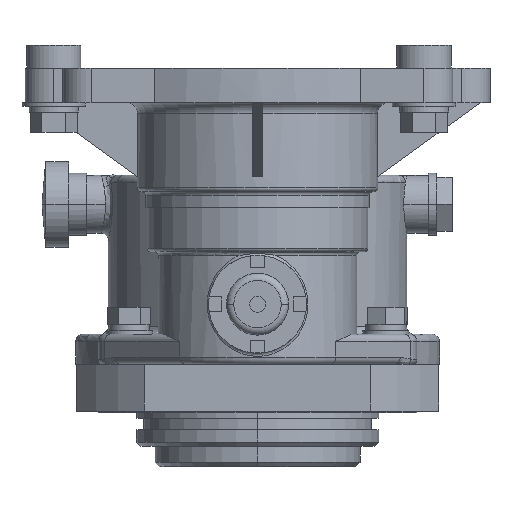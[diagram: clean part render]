
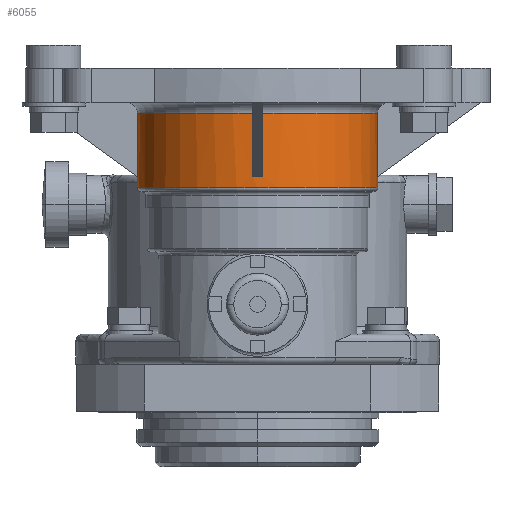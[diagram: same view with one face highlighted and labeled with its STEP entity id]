
A CAD part, left-side view. The second image highlights one B-rep face of the part: STEP entity #6055.
In plain terms, the highlighted cylindrical face has radius 42.164 mm (diameter 84.328 mm), a partial arc.
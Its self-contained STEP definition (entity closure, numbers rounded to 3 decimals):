
#118 = DIRECTION ( 'NONE',  ( 0., 0., 1. ) ) ;
#130 = ORIENTED_EDGE ( 'NONE', *, *, #20910, .F. ) ;
#307 = CARTESIAN_POINT ( 'NONE',  ( -42.126, 38.16, -1.778 ) ) ;
#629 = LINE ( 'NONE', #20271, #5178 ) ;
#701 = CARTESIAN_POINT ( 'NONE',  ( -42.177, 38.124, -0.593 ) ) ;
#744 = VECTOR ( 'NONE', #1514, 1000. ) ;
#1366 = CIRCLE ( 'NONE', #6581, 42.164 ) ;
#1514 = DIRECTION ( 'NONE',  ( 0., -1., 0. ) ) ;
#1760 = VECTOR ( 'NONE', #18737, 1000. ) ;
#2604 = VERTEX_POINT ( 'NONE', #3899 ) ;
#2638 = CARTESIAN_POINT ( 'NONE',  ( -1.778, 38.16, 42.126 ) ) ;
#2773 = EDGE_CURVE ( 'NONE', #4061, #2604, #20777, .T. ) ;
#2952 = VERTEX_POINT ( 'NONE', #2638 ) ;
#3021 = CARTESIAN_POINT ( 'NONE',  ( -1.186, 38.142, -42.151 ) ) ;
#3531 = VECTOR ( 'NONE', #10123, 1000. ) ;
#3611 = EDGE_CURVE ( 'NONE', #4061, #20706, #14549, .T. ) ;
#3848 = CARTESIAN_POINT ( 'NONE',  ( 0., 42.037, 0. ) ) ;
#3863 = CARTESIAN_POINT ( 'NONE',  ( 0., 38.133, 42.164 ) ) ;
#3899 = CARTESIAN_POINT ( 'NONE',  ( 0., 42.037, -42.164 ) ) ;
#3978 = EDGE_CURVE ( 'NONE', #13338, #7805, #629, .T. ) ;
#4045 = CARTESIAN_POINT ( 'NONE',  ( -42.177, 38.124, 0.593 ) ) ;
#4061 = VERTEX_POINT ( 'NONE', #17011 ) ;
#4092 = VERTEX_POINT ( 'NONE', #307 ) ;
#4135 = CARTESIAN_POINT ( 'NONE',  ( 0., 38.133, 42.164 ) ) ;
#4747 = CARTESIAN_POINT ( 'NONE',  ( -0.593, 38.133, -42.164 ) ) ;
#5178 = VECTOR ( 'NONE', #11610, 1000. ) ;
#5574 = DIRECTION ( 'NONE',  ( 0., 0., 1. ) ) ;
#5588 = CARTESIAN_POINT ( 'NONE',  ( -1.186, 38.142, 42.151 ) ) ;
#5776 = CARTESIAN_POINT ( 'NONE',  ( -42.126, 38.16, 1.778 ) ) ;
#6055 = ADVANCED_FACE ( 'NONE', ( #15812 ), #10697, .T. ) ;
#6147 = VERTEX_POINT ( 'NONE', #13757 ) ;
#6211 = AXIS2_PLACEMENT_3D ( 'NONE', #3848, #15834, #5574 ) ;
#6296 = DIRECTION ( 'NONE',  ( 0., 1., 0. ) ) ;
#6311 = ORIENTED_EDGE ( 'NONE', *, *, #3978, .T. ) ;
#6581 = AXIS2_PLACEMENT_3D ( 'NONE', #16573, #6296, #18333 ) ;
#6723 = EDGE_LOOP ( 'NONE', ( #18571, #7548, #7356, #130, #6311, #7392, #19105, #9849, #20418, #9196, #20902, #17808 ) ) ;
#7356 = ORIENTED_EDGE ( 'NONE', *, *, #16834, .T. ) ;
#7392 = ORIENTED_EDGE ( 'NONE', *, *, #10301, .T. ) ;
#7548 = ORIENTED_EDGE ( 'NONE', *, *, #2773, .T. ) ;
#7613 =( BOUNDED_CURVE ( )  B_SPLINE_CURVE ( 3, ( #13293, #3021, #4747, #16739 ),
 .UNSPECIFIED., .F., .F. ) 
 B_SPLINE_CURVE_WITH_KNOTS ( ( 4, 4 ),
 ( 6.241, 6.283 ),
 .UNSPECIFIED. ) 
 CURVE ( )  GEOMETRIC_REPRESENTATION_ITEM ( )  RATIONAL_B_SPLINE_CURVE ( ( 1., 1., 1., 1. ) ) 
 REPRESENTATION_ITEM ( '' )  );
#7805 = VERTEX_POINT ( 'NONE', #16596 ) ;
#8033 = VECTOR ( 'NONE', #9355, 1000. ) ;
#8379 = CARTESIAN_POINT ( 'NONE',  ( -42.126, 43.307, 1.778 ) ) ;
#8565 = LINE ( 'NONE', #19702, #8033 ) ;
#8767 = EDGE_CURVE ( 'NONE', #12311, #12625, #11861, .T. ) ;
#9196 = ORIENTED_EDGE ( 'NONE', *, *, #8767, .T. ) ;
#9355 = DIRECTION ( 'NONE',  ( 0., -1., 0. ) ) ;
#9849 = ORIENTED_EDGE ( 'NONE', *, *, #11157, .F. ) ;
#10123 = DIRECTION ( 'NONE',  ( 0., -1., 0. ) ) ;
#10176 = EDGE_CURVE ( 'NONE', #2952, #12625, #8565, .T. ) ;
#10301 = EDGE_CURVE ( 'NONE', #7805, #6147, #1366, .T. ) ;
#10357 = DIRECTION ( 'NONE',  ( 0., 1., 0. ) ) ;
#10363 = LINE ( 'NONE', #22074, #744 ) ;
#10421 =( BOUNDED_CURVE ( )  B_SPLINE_CURVE ( 3, ( #5776, #4045, #701, #12668 ),
 .UNSPECIFIED., .F., .F. ) 
 B_SPLINE_CURVE_WITH_KNOTS ( ( 4, 4 ),
 ( 6.241, 6.325 ),
 .UNSPECIFIED. ) 
 CURVE ( )  GEOMETRIC_REPRESENTATION_ITEM ( )  RATIONAL_B_SPLINE_CURVE ( ( 1., 0.999, 0.999, 1. ) ) 
 REPRESENTATION_ITEM ( '' )  );
#10488 = CARTESIAN_POINT ( 'NONE',  ( -1.778, 15.926, 42.126 ) ) ;
#10697 = CYLINDRICAL_SURFACE ( 'NONE', #12421, 42.164 ) ;
#10825 = CARTESIAN_POINT ( 'NONE',  ( 0., 43.307, 42.164 ) ) ;
#10915 = VERTEX_POINT ( 'NONE', #20520 ) ;
#11157 = EDGE_CURVE ( 'NONE', #10915, #4092, #10421, .T. ) ;
#11369 = VERTEX_POINT ( 'NONE', #14841 ) ;
#11610 = DIRECTION ( 'NONE',  ( 0., -1., 0. ) ) ;
#11861 = CIRCLE ( 'NONE', #17861, 42.164 ) ;
#12311 = VERTEX_POINT ( 'NONE', #19922 ) ;
#12421 = AXIS2_PLACEMENT_3D ( 'NONE', #21612, #13017, #19888 ) ;
#12625 = VERTEX_POINT ( 'NONE', #10488 ) ;
#12633 = LINE ( 'NONE', #8379, #3531 ) ;
#12668 = CARTESIAN_POINT ( 'NONE',  ( -42.126, 38.16, -1.778 ) ) ;
#13017 = DIRECTION ( 'NONE',  ( 0., -1., 0. ) ) ;
#13293 = CARTESIAN_POINT ( 'NONE',  ( -1.778, 38.16, -42.126 ) ) ;
#13338 = VERTEX_POINT ( 'NONE', #21156 ) ;
#13757 = CARTESIAN_POINT ( 'NONE',  ( -42.126, 15.926, -1.778 ) ) ;
#14126 = CARTESIAN_POINT ( 'NONE',  ( -0.593, 38.133, 42.164 ) ) ;
#14549 = LINE ( 'NONE', #10825, #19176 ) ;
#14841 = CARTESIAN_POINT ( 'NONE',  ( 0., 38.133, -42.164 ) ) ;
#15812 = FACE_OUTER_BOUND ( 'NONE', #6723, .T. ) ;
#15834 = DIRECTION ( 'NONE',  ( 0., -1., 0. ) ) ;
#16573 = CARTESIAN_POINT ( 'NONE',  ( 0., 15.926, 0. ) ) ;
#16596 = CARTESIAN_POINT ( 'NONE',  ( -1.778, 15.926, -42.126 ) ) ;
#16739 = CARTESIAN_POINT ( 'NONE',  ( 0., 38.133, -42.164 ) ) ;
#16834 = EDGE_CURVE ( 'NONE', #2604, #11369, #10363, .T. ) ;
#17011 = CARTESIAN_POINT ( 'NONE',  ( 0., 42.037, 42.164 ) ) ;
#17048 = CARTESIAN_POINT ( 'NONE',  ( -42.126, 43.307, -1.778 ) ) ;
#17262 =( BOUNDED_CURVE ( )  B_SPLINE_CURVE ( 3, ( #3863, #14126, #5588, #17593 ),
 .UNSPECIFIED., .F., .F. ) 
 B_SPLINE_CURVE_WITH_KNOTS ( ( 4, 4 ),
 ( 0., 0.042 ),
 .UNSPECIFIED. ) 
 CURVE ( )  GEOMETRIC_REPRESENTATION_ITEM ( )  RATIONAL_B_SPLINE_CURVE ( ( 1., 1., 1., 1. ) ) 
 REPRESENTATION_ITEM ( '' )  );
#17593 = CARTESIAN_POINT ( 'NONE',  ( -1.778, 38.16, 42.126 ) ) ;
#17808 = ORIENTED_EDGE ( 'NONE', *, *, #18402, .F. ) ;
#17823 = EDGE_CURVE ( 'NONE', #4092, #6147, #20038, .T. ) ;
#17861 = AXIS2_PLACEMENT_3D ( 'NONE', #20672, #10357, #118 ) ;
#18333 = DIRECTION ( 'NONE',  ( 0., 0., 1. ) ) ;
#18402 = EDGE_CURVE ( 'NONE', #20706, #2952, #17262, .T. ) ;
#18571 = ORIENTED_EDGE ( 'NONE', *, *, #3611, .F. ) ;
#18737 = DIRECTION ( 'NONE',  ( 0., -1., 0. ) ) ;
#19105 = ORIENTED_EDGE ( 'NONE', *, *, #17823, .F. ) ;
#19176 = VECTOR ( 'NONE', #21134, 1000. ) ;
#19702 = CARTESIAN_POINT ( 'NONE',  ( -1.778, 43.307, 42.126 ) ) ;
#19888 = DIRECTION ( 'NONE',  ( 0., 0., -1. ) ) ;
#19922 = CARTESIAN_POINT ( 'NONE',  ( -42.126, 15.926, 1.778 ) ) ;
#20038 = LINE ( 'NONE', #17048, #1760 ) ;
#20271 = CARTESIAN_POINT ( 'NONE',  ( -1.778, 43.307, -42.126 ) ) ;
#20418 = ORIENTED_EDGE ( 'NONE', *, *, #21002, .T. ) ;
#20520 = CARTESIAN_POINT ( 'NONE',  ( -42.126, 38.16, 1.778 ) ) ;
#20672 = CARTESIAN_POINT ( 'NONE',  ( 0., 15.926, 0. ) ) ;
#20706 = VERTEX_POINT ( 'NONE', #4135 ) ;
#20777 = CIRCLE ( 'NONE', #6211, 42.164 ) ;
#20902 = ORIENTED_EDGE ( 'NONE', *, *, #10176, .F. ) ;
#20910 = EDGE_CURVE ( 'NONE', #13338, #11369, #7613, .T. ) ;
#21002 = EDGE_CURVE ( 'NONE', #10915, #12311, #12633, .T. ) ;
#21134 = DIRECTION ( 'NONE',  ( 0., -1., 0. ) ) ;
#21156 = CARTESIAN_POINT ( 'NONE',  ( -1.778, 38.16, -42.126 ) ) ;
#21612 = CARTESIAN_POINT ( 'NONE',  ( 0., 43.307, 0. ) ) ;
#22074 = CARTESIAN_POINT ( 'NONE',  ( 0., 43.307, -42.164 ) ) ;
